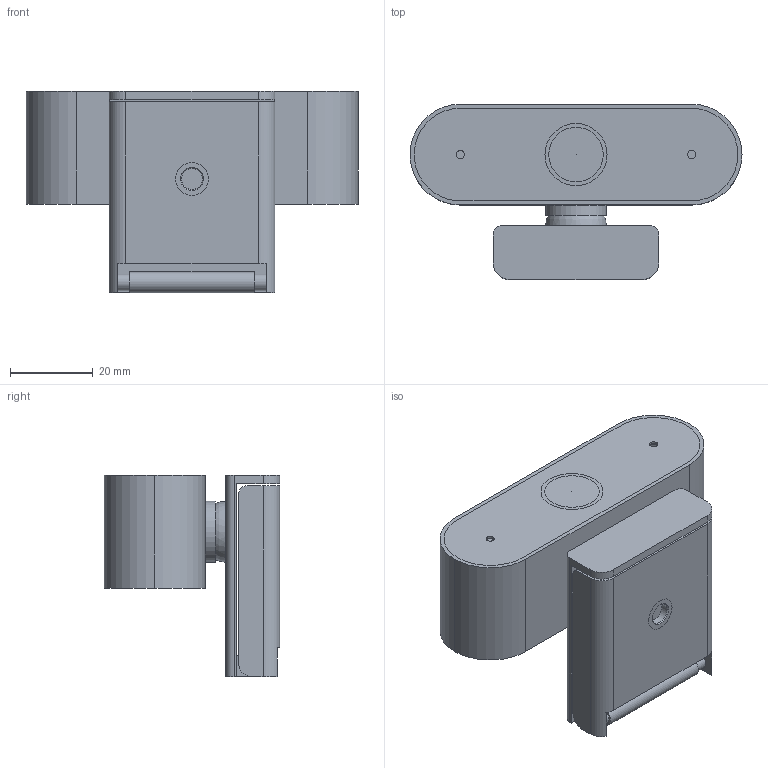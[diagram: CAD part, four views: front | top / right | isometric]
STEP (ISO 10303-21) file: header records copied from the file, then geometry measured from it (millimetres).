
FILE_DESCRIPTION(/* description */ (''),/* implementation_level */ '2;1');
FILE_NAME(/* name */ 'Hikvision_DS-U02.step',/* time_stamp */ '2022-01-03T20:59:37+01:00',/* author */ (''),/* organization */ (''),/* preprocessor_version */ 'ST-DEVELOPER v18.1',/* originating_system */ 'Autodesk Translation Framework v10.10.0.1391',/* authorisation */ '');
FILE_SCHEMA (('AUTOMOTIVE_DESIGN { 1 0 10303 214 3 1 1 }'));
Length unit declared in the file: millimetre
Products named in the file (4): Hikvision_DS-U02; camera; holder; down_holder
Assembly tree (3 placements, depth 2):
  Hikvision_DS-U02
    camera
    holder
    down_holder
Bounding box: 80.16 x 42.34 x 48.61 mm (x, y, z)
Volume: 58189.8 mm3; surface area: 28633.7 mm2
Topology: 9 solids, 9 shells, 102 faces, 228 edges, 151 vertices
Faces by surface type: plane 58, cylinder 40, cone 2, bspline 1, sphere 1
Full cylindrical faces by diameter (mm): 2 x6, 4 x4, 5.118 x1, 8 x2, 10.7 x1, 14.7 x1, 15 x2
Entity records: 3048 total; most frequent: CARTESIAN_POINT 533, DIRECTION 527, ORIENTED_EDGE 450, EDGE_CURVE 225, AXIS2_PLACEMENT_3D 195, VERTEX_POINT 151, LINE 137, VECTOR 137
